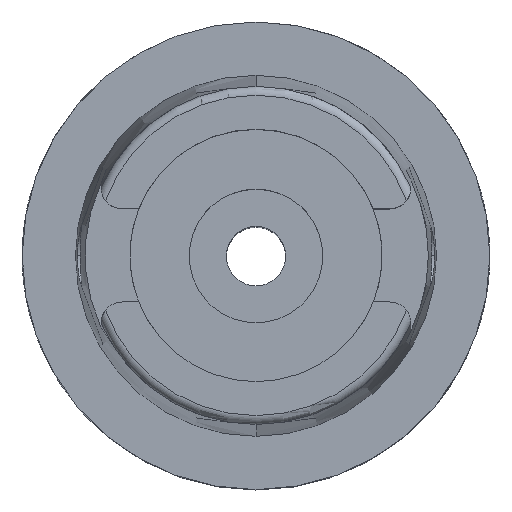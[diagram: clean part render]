
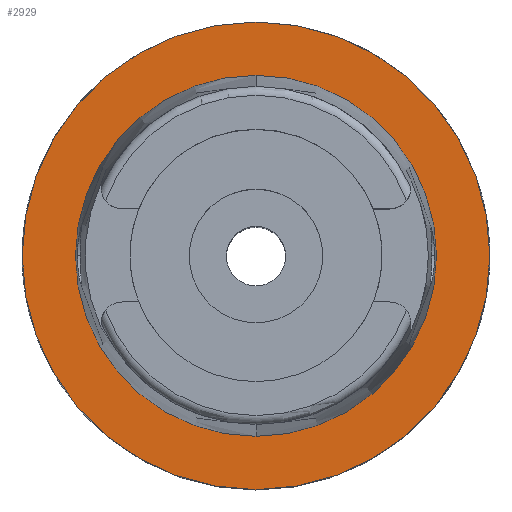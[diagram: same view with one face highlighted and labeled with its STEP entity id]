
A CAD part, top view. The second image highlights one B-rep face of the part: STEP entity #2929.
In plain terms, the highlighted planar face has unit normal (0, 0, 1).
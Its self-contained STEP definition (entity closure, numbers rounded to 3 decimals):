
#614=CARTESIAN_POINT('',(0.,0.,0.));
#615=DIRECTION('',(0.,0.,-1.));
#616=DIRECTION('',(0.,-1.,0.));
#617=AXIS2_PLACEMENT_3D('',#614,#615,#616);
#622=CARTESIAN_POINT('',(0.,0.,0.));
#623=DIRECTION('',(0.,0.,-1.));
#624=DIRECTION('',(0.,1.,0.));
#625=AXIS2_PLACEMENT_3D('',#622,#623,#624);
#630=CARTESIAN_POINT('',(0.,0.,0.));
#631=DIRECTION('',(0.,0.,1.));
#632=DIRECTION('',(0.,-1.,0.));
#633=AXIS2_PLACEMENT_3D('',#630,#631,#632);
#638=CARTESIAN_POINT('',(0.,0.,0.));
#639=DIRECTION('',(0.,0.,1.));
#640=DIRECTION('',(0.,1.,0.));
#641=AXIS2_PLACEMENT_3D('',#638,#639,#640);
#2275=CARTESIAN_POINT('',(0.,-24.315,0.));
#2276=VERTEX_POINT('',#2275);
#2277=CARTESIAN_POINT('',(0.,24.315,0.));
#2278=VERTEX_POINT('',#2277);
#2532=CARTESIAN_POINT('',(0.,31.5,0.));
#2533=VERTEX_POINT('',#2532);
#2534=CARTESIAN_POINT('',(0.,-31.5,0.));
#2535=VERTEX_POINT('',#2534);
#2914=CARTESIAN_POINT('',(0.,0.,0.));
#2915=DIRECTION('',(0.,0.,1.));
#2916=DIRECTION('',(0.,1.,0.));
#2917=AXIS2_PLACEMENT_3D('',#2914,#2915,#2916);
#2918=PLANE('',#2917);
#2920=ORIENTED_EDGE('',*,*,#2919,.T.);
#2922=ORIENTED_EDGE('',*,*,#2921,.T.);
#2923=EDGE_LOOP('',(#2920,#2922));
#2924=FACE_OUTER_BOUND('',#2923,.F.);
#2925=ORIENTED_EDGE('',*,*,#2887,.T.);
#2926=ORIENTED_EDGE('',*,*,#2849,.T.);
#2927=EDGE_LOOP('',(#2925,#2926));
#2928=FACE_BOUND('',#2927,.F.);
#618=CIRCLE('',#617,31.5);
#626=CIRCLE('',#625,31.5);
#634=CIRCLE('',#633,24.315);
#642=CIRCLE('',#641,24.315);
#2849=EDGE_CURVE('',#2278,#2276,#642,.T.);
#2887=EDGE_CURVE('',#2276,#2278,#634,.T.);
#2919=EDGE_CURVE('',#2535,#2533,#618,.T.);
#2921=EDGE_CURVE('',#2533,#2535,#626,.T.);
#2929=ADVANCED_FACE('',(#2924,#2928),#2918,.T.);
